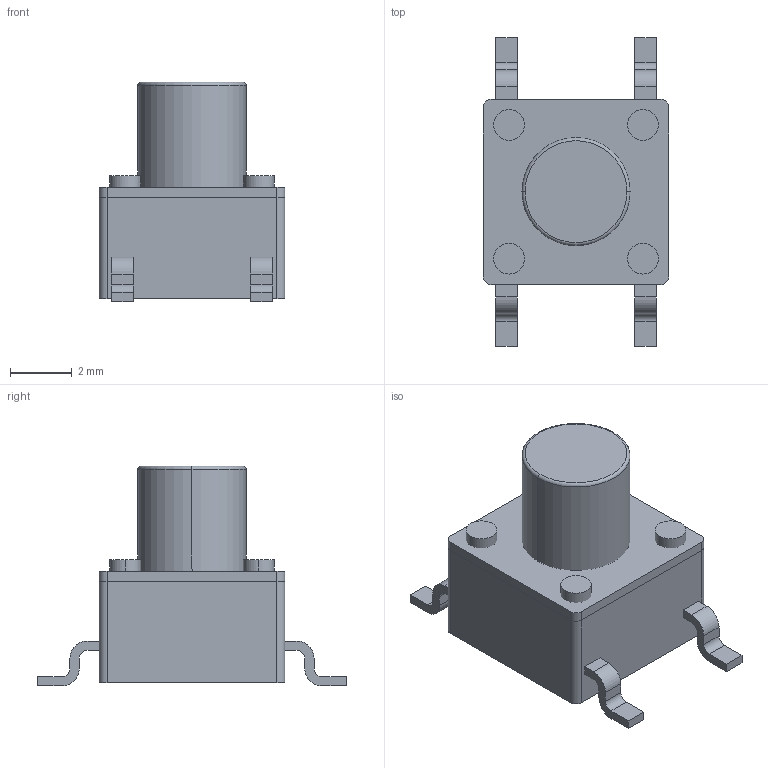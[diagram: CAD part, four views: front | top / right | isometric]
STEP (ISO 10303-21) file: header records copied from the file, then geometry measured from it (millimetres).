
FILE_DESCRIPTION((''),'2;1');
FILE_NAME('PB_TYCO_ALCOSWITCH_FSM6JSMA.stp','2012-06-21T13:53:27',(''),(''),'Mechanical Desktop 2011','Mechanical Desktop 2011',', , ');
FILE_SCHEMA(('AUTOMOTIVE_DESIGN { 1 2 10303 214 1 1 1 1 }'));
Length unit declared in the file: millimetre
Products named in the file (1): Product
Bounding box: 6 x 10 x 7.11 mm (x, y, z)
Volume: 166.4 mm3; surface area: 320.8 mm2
Topology: 11 solids, 11 shells, 98 faces, 227 edges, 152 vertices
Faces by surface type: plane 62, cylinder 34, torus 2
Entity records: 2849 total; most frequent: DIRECTION 497, CARTESIAN_POINT 477, ORIENTED_EDGE 452, EDGE_CURVE 226, AXIS2_PLACEMENT_3D 171, VECTOR 155, LINE 155, VERTEX_POINT 150
